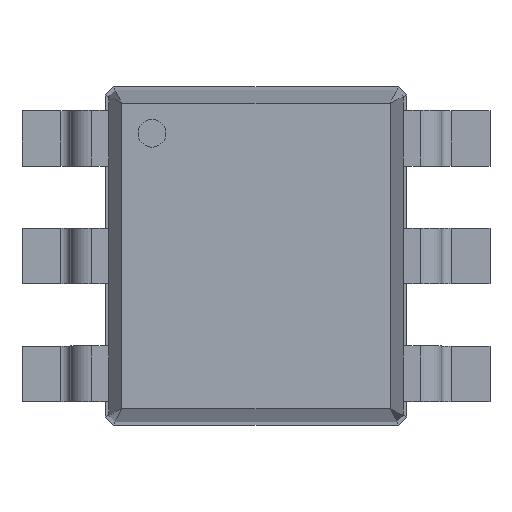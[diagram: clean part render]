
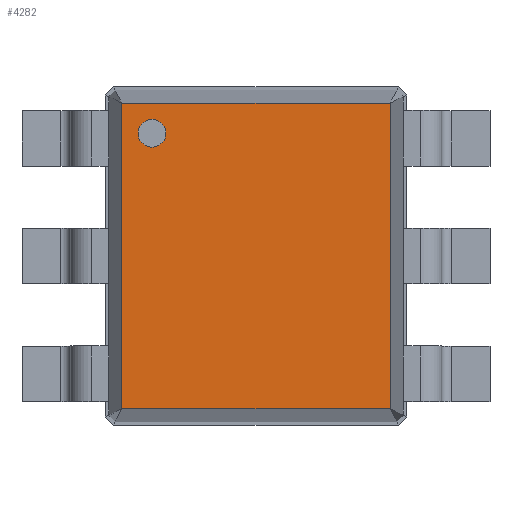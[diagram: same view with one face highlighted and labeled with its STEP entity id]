
A CAD part, top view. The second image highlights one B-rep face of the part: STEP entity #4282.
In plain terms, the highlighted planar face has unit normal (0, 0, 1).
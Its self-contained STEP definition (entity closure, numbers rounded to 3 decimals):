
#1175 = B_SPLINE_SURFACE_WITH_KNOTS('',1,1,(
    (#1176,#1177)
    ,(#1178,#1179
    )),.UNSPECIFIED.,.F.,.F.,.F.,(2,2),(2,2),(0.,6.875),(0.,1.),
  .PIECEWISE_BEZIER_KNOTS.);
#1176 = CARTESIAN_POINT('',(3.175,3.438,2.33));
#1177 = CARTESIAN_POINT('',(2.895,3.297,4.1));
#1178 = CARTESIAN_POINT('',(3.175,-3.438,2.33));
#1179 = CARTESIAN_POINT('',(2.895,-3.297,4.1));
#2260 = VERTEX_POINT('',#2261);
#2261 = CARTESIAN_POINT('',(2.895,-3.295,4.1));
#2286 = EDGE_CURVE('',#2287,#2260,#2289,.T.);
#2287 = VERTEX_POINT('',#2288);
#2288 = CARTESIAN_POINT('',(2.895,3.295,4.1));
#2289 = SURFACE_CURVE('',#2290,(#2294,#2300),.PCURVE_S1.);
#2290 = LINE('',#2291,#2292);
#2291 = CARTESIAN_POINT('',(2.895,3.297,4.1));
#2292 = VECTOR('',#2293,1.);
#2293 = DIRECTION('',(0.,-1.,0.));
#2294 = PCURVE('',#1175,#2295);
#2295 = DEFINITIONAL_REPRESENTATION('',(#2296),#2299);
#2296 = B_SPLINE_CURVE_WITH_KNOTS('',1,(#2297,#2298),.UNSPECIFIED.,.F.,
  .F.,(2,2),(0.,6.595),.PIECEWISE_BEZIER_KNOTS.);
#2297 = CARTESIAN_POINT('',(0.,1.));
#2298 = CARTESIAN_POINT('',(6.875,1.));
#2299 = ( GEOMETRIC_REPRESENTATION_CONTEXT(2) 
PARAMETRIC_REPRESENTATION_CONTEXT() REPRESENTATION_CONTEXT('2D SPACE',''
  ) );
#2300 = PCURVE('',#2301,#2306);
#2301 = PLANE('',#2302);
#2302 = AXIS2_PLACEMENT_3D('',#2303,#2304,#2305);
#2303 = CARTESIAN_POINT('',(-2.897,3.295,4.1));
#2304 = DIRECTION('',(0.,0.,1.));
#2305 = DIRECTION('',(0.66,-0.751,0.));
#2306 = DEFINITIONAL_REPRESENTATION('',(#2307),#2311);
#2307 = LINE('',#2308,#2309);
#2308 = CARTESIAN_POINT('',(3.821,4.353));
#2309 = VECTOR('',#2310,1.);
#2310 = DIRECTION('',(0.751,-0.66));
#2311 = ( GEOMETRIC_REPRESENTATION_CONTEXT(2) 
PARAMETRIC_REPRESENTATION_CONTEXT() REPRESENTATION_CONTEXT('2D SPACE',''
  ) );
#4195 = B_SPLINE_SURFACE_WITH_KNOTS('',1,1,(
    (#4196,#4197)
    ,(#4198,#4199
    )),.UNSPECIFIED.,.F.,.F.,.F.,(2,2),(2,2),(0.,6.075),(0.,1.),
  .PIECEWISE_BEZIER_KNOTS.);
#4196 = CARTESIAN_POINT('',(-3.038,3.575,2.33));
#4197 = CARTESIAN_POINT('',(-2.897,3.295,4.1));
#4198 = CARTESIAN_POINT('',(3.038,3.575,2.33));
#4199 = CARTESIAN_POINT('',(2.897,3.295,4.1));
#4247 = B_SPLINE_SURFACE_WITH_KNOTS('',1,1,(
    (#4248,#4249)
    ,(#4250,#4251
    )),.UNSPECIFIED.,.F.,.F.,.F.,(2,2),(2,2),(0.,6.075),(0.,1.),
  .PIECEWISE_BEZIER_KNOTS.);
#4248 = CARTESIAN_POINT('',(3.038,-3.575,2.33));
#4249 = CARTESIAN_POINT('',(2.897,-3.295,4.1));
#4250 = CARTESIAN_POINT('',(-3.038,-3.575,2.33));
#4251 = CARTESIAN_POINT('',(-2.897,-3.295,4.1));
#4282 = ADVANCED_FACE('',(#4283,#4355),#2301,.T.);
#4283 = FACE_BOUND('',#4284,.T.);
#4284 = EDGE_LOOP('',(#4285,#4307,#4334,#4354));
#4285 = ORIENTED_EDGE('',*,*,#4286,.F.);
#4286 = EDGE_CURVE('',#4287,#2287,#4289,.T.);
#4287 = VERTEX_POINT('',#4288);
#4288 = CARTESIAN_POINT('',(-2.895,3.295,4.1));
#4289 = SURFACE_CURVE('',#4290,(#4294,#4301),.PCURVE_S1.);
#4290 = LINE('',#4291,#4292);
#4291 = CARTESIAN_POINT('',(-2.897,3.295,4.1));
#4292 = VECTOR('',#4293,1.);
#4293 = DIRECTION('',(1.,0.,0.));
#4294 = PCURVE('',#2301,#4295);
#4295 = DEFINITIONAL_REPRESENTATION('',(#4296),#4300);
#4296 = LINE('',#4297,#4298);
#4297 = CARTESIAN_POINT('',(0.,0.));
#4298 = VECTOR('',#4299,1.);
#4299 = DIRECTION('',(0.66,0.751));
#4300 = ( GEOMETRIC_REPRESENTATION_CONTEXT(2) 
PARAMETRIC_REPRESENTATION_CONTEXT() REPRESENTATION_CONTEXT('2D SPACE',''
  ) );
#4301 = PCURVE('',#4195,#4302);
#4302 = DEFINITIONAL_REPRESENTATION('',(#4303),#4306);
#4303 = B_SPLINE_CURVE_WITH_KNOTS('',1,(#4304,#4305),.UNSPECIFIED.,.F.,
  .F.,(2,2),(0.,5.795),.PIECEWISE_BEZIER_KNOTS.);
#4304 = CARTESIAN_POINT('',(0.,1.));
#4305 = CARTESIAN_POINT('',(6.075,1.));
#4306 = ( GEOMETRIC_REPRESENTATION_CONTEXT(2) 
PARAMETRIC_REPRESENTATION_CONTEXT() REPRESENTATION_CONTEXT('2D SPACE',''
  ) );
#4307 = ORIENTED_EDGE('',*,*,#4308,.F.);
#4308 = EDGE_CURVE('',#4309,#4287,#4311,.T.);
#4309 = VERTEX_POINT('',#4310);
#4310 = CARTESIAN_POINT('',(-2.895,-3.295,4.1));
#4311 = SURFACE_CURVE('',#4312,(#4316,#4323),.PCURVE_S1.);
#4312 = LINE('',#4313,#4314);
#4313 = CARTESIAN_POINT('',(-2.895,-3.297,4.1));
#4314 = VECTOR('',#4315,1.);
#4315 = DIRECTION('',(0.,1.,0.));
#4316 = PCURVE('',#2301,#4317);
#4317 = DEFINITIONAL_REPRESENTATION('',(#4318),#4322);
#4318 = LINE('',#4319,#4320);
#4319 = CARTESIAN_POINT('',(4.954,-4.349));
#4320 = VECTOR('',#4321,1.);
#4321 = DIRECTION('',(-0.751,0.66));
#4322 = ( GEOMETRIC_REPRESENTATION_CONTEXT(2) 
PARAMETRIC_REPRESENTATION_CONTEXT() REPRESENTATION_CONTEXT('2D SPACE',''
  ) );
#4323 = PCURVE('',#4324,#4329);
#4324 = B_SPLINE_SURFACE_WITH_KNOTS('',1,1,(
    (#4325,#4326)
    ,(#4327,#4328
    )),.UNSPECIFIED.,.F.,.F.,.F.,(2,2),(2,2),(0.,6.875),(0.,1.),
  .PIECEWISE_BEZIER_KNOTS.);
#4325 = CARTESIAN_POINT('',(-3.175,-3.438,2.33));
#4326 = CARTESIAN_POINT('',(-2.895,-3.297,4.1));
#4327 = CARTESIAN_POINT('',(-3.175,3.438,2.33));
#4328 = CARTESIAN_POINT('',(-2.895,3.297,4.1));
#4329 = DEFINITIONAL_REPRESENTATION('',(#4330),#4333);
#4330 = B_SPLINE_CURVE_WITH_KNOTS('',1,(#4331,#4332),.UNSPECIFIED.,.F.,
  .F.,(2,2),(0.,6.595),.PIECEWISE_BEZIER_KNOTS.);
#4331 = CARTESIAN_POINT('',(0.,1.));
#4332 = CARTESIAN_POINT('',(6.875,1.));
#4333 = ( GEOMETRIC_REPRESENTATION_CONTEXT(2) 
PARAMETRIC_REPRESENTATION_CONTEXT() REPRESENTATION_CONTEXT('2D SPACE',''
  ) );
#4334 = ORIENTED_EDGE('',*,*,#4335,.F.);
#4335 = EDGE_CURVE('',#2260,#4309,#4336,.T.);
#4336 = SURFACE_CURVE('',#4337,(#4341,#4348),.PCURVE_S1.);
#4337 = LINE('',#4338,#4339);
#4338 = CARTESIAN_POINT('',(2.897,-3.295,4.1));
#4339 = VECTOR('',#4340,1.);
#4340 = DIRECTION('',(-1.,0.,0.));
#4341 = PCURVE('',#2301,#4342);
#4342 = DEFINITIONAL_REPRESENTATION('',(#4343),#4347);
#4343 = LINE('',#4344,#4345);
#4344 = CARTESIAN_POINT('',(8.775,0.004));
#4345 = VECTOR('',#4346,1.);
#4346 = DIRECTION('',(-0.66,-0.751));
#4347 = ( GEOMETRIC_REPRESENTATION_CONTEXT(2) 
PARAMETRIC_REPRESENTATION_CONTEXT() REPRESENTATION_CONTEXT('2D SPACE',''
  ) );
#4348 = PCURVE('',#4247,#4349);
#4349 = DEFINITIONAL_REPRESENTATION('',(#4350),#4353);
#4350 = B_SPLINE_CURVE_WITH_KNOTS('',1,(#4351,#4352),.UNSPECIFIED.,.F.,
  .F.,(2,2),(0.,5.795),.PIECEWISE_BEZIER_KNOTS.);
#4351 = CARTESIAN_POINT('',(0.,1.));
#4352 = CARTESIAN_POINT('',(6.075,1.));
#4353 = ( GEOMETRIC_REPRESENTATION_CONTEXT(2) 
PARAMETRIC_REPRESENTATION_CONTEXT() REPRESENTATION_CONTEXT('2D SPACE',''
  ) );
#4354 = ORIENTED_EDGE('',*,*,#2286,.F.);
#4355 = FACE_BOUND('',#4356,.T.);
#4356 = EDGE_LOOP('',(#4357));
#4357 = ORIENTED_EDGE('',*,*,#4358,.F.);
#4358 = EDGE_CURVE('',#4359,#4359,#4361,.T.);
#4359 = VERTEX_POINT('',#4360);
#4360 = CARTESIAN_POINT('',(-2.245,2.345,4.1));
#4361 = SURFACE_CURVE('',#4362,(#4367,#4374),.PCURVE_S1.);
#4362 = CIRCLE('',#4363,0.3);
#4363 = AXIS2_PLACEMENT_3D('',#4364,#4365,#4366);
#4364 = CARTESIAN_POINT('',(-2.245,2.645,4.1));
#4365 = DIRECTION('',(0.,0.,1.));
#4366 = DIRECTION('',(0.,-1.,0.));
#4367 = PCURVE('',#2301,#4368);
#4368 = DEFINITIONAL_REPRESENTATION('',(#4369),#4373);
#4369 = CIRCLE('',#4370,0.3);
#4370 = AXIS2_PLACEMENT_2D('',#4371,#4372);
#4371 = CARTESIAN_POINT('',(0.919,0.061));
#4372 = DIRECTION('',(0.751,-0.66));
#4373 = ( GEOMETRIC_REPRESENTATION_CONTEXT(2) 
PARAMETRIC_REPRESENTATION_CONTEXT() REPRESENTATION_CONTEXT('2D SPACE',''
  ) );
#4374 = PCURVE('',#4375,#4380);
#4375 = CYLINDRICAL_SURFACE('',#4376,0.3);
#4376 = AXIS2_PLACEMENT_3D('',#4377,#4378,#4379);
#4377 = CARTESIAN_POINT('',(-2.245,2.645,4.1));
#4378 = DIRECTION('',(0.,0.,-1.));
#4379 = DIRECTION('',(0.,-1.,-0.));
#4380 = DEFINITIONAL_REPRESENTATION('',(#4381),#4385);
#4381 = LINE('',#4382,#4383);
#4382 = CARTESIAN_POINT('',(6.283,0.));
#4383 = VECTOR('',#4384,1.);
#4384 = DIRECTION('',(-1.,0.));
#4385 = ( GEOMETRIC_REPRESENTATION_CONTEXT(2) 
PARAMETRIC_REPRESENTATION_CONTEXT() REPRESENTATION_CONTEXT('2D SPACE',''
  ) );
